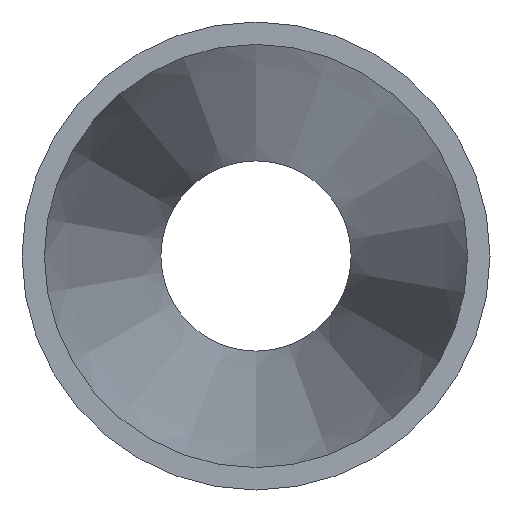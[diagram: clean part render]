
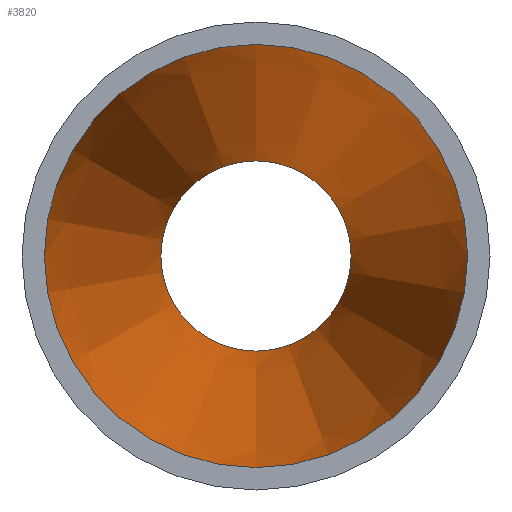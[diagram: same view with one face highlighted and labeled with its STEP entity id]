
A CAD part, front view. The second image highlights one B-rep face of the part: STEP entity #3820.
In plain terms, the highlighted conical face has half-angle 9.507 degrees and reference radius 19.172 mm.
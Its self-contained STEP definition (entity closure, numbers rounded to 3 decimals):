
#456 = FACE_BOUND ( 'NONE', #10644, .T. ) ;
#479 = CARTESIAN_POINT ( 'NONE',  ( 0., 0., -19.172 ) ) ;
#666 = DIRECTION ( 'NONE',  ( 0., -1., 0. ) ) ;
#1074 = CIRCLE ( 'NONE', #7137, 8.622 ) ;
#1180 = CONICAL_SURFACE ( 'NONE', #10807, 19.172, 0.166 ) ;
#1400 = VERTEX_POINT ( 'NONE', #1679 ) ;
#1458 = CARTESIAN_POINT ( 'NONE',  ( 0., 0., 0. ) ) ;
#1679 = CARTESIAN_POINT ( 'NONE',  ( 0., 63., -8.622 ) ) ;
#3633 = EDGE_LOOP ( 'NONE', ( #10085 ) ) ;
#3770 = DIRECTION ( 'NONE',  ( 0., 0., -1. ) ) ;
#3820 = ADVANCED_FACE ( 'NONE', ( #456, #5875 ), #1180, .F. ) ;
#4111 = ORIENTED_EDGE ( 'NONE', *, *, #12726, .F. ) ;
#5749 = DIRECTION ( 'NONE',  ( 0., 0., -1. ) ) ;
#5875 = FACE_OUTER_BOUND ( 'NONE', #3633, .T. ) ;
#6938 = CARTESIAN_POINT ( 'NONE',  ( 0., 0., 0. ) ) ;
#7068 = CIRCLE ( 'NONE', #8858, 19.172 ) ;
#7137 = AXIS2_PLACEMENT_3D ( 'NONE', #13655, #13584, #3770 ) ;
#7491 = EDGE_CURVE ( 'NONE', #11087, #11087, #7068, .T. ) ;
#8858 = AXIS2_PLACEMENT_3D ( 'NONE', #1458, #10867, #5749 ) ;
#10085 = ORIENTED_EDGE ( 'NONE', *, *, #7491, .T. ) ;
#10159 = DIRECTION ( 'NONE',  ( 0., 0., -1. ) ) ;
#10644 = EDGE_LOOP ( 'NONE', ( #4111 ) ) ;
#10807 = AXIS2_PLACEMENT_3D ( 'NONE', #6938, #666, #10159 ) ;
#10867 = DIRECTION ( 'NONE',  ( 0., -1., 0. ) ) ;
#11087 = VERTEX_POINT ( 'NONE', #479 ) ;
#12726 = EDGE_CURVE ( 'NONE', #1400, #1400, #1074, .T. ) ;
#13584 = DIRECTION ( 'NONE',  ( 0., -1., 0. ) ) ;
#13655 = CARTESIAN_POINT ( 'NONE',  ( 0., 63., 0. ) ) ;
